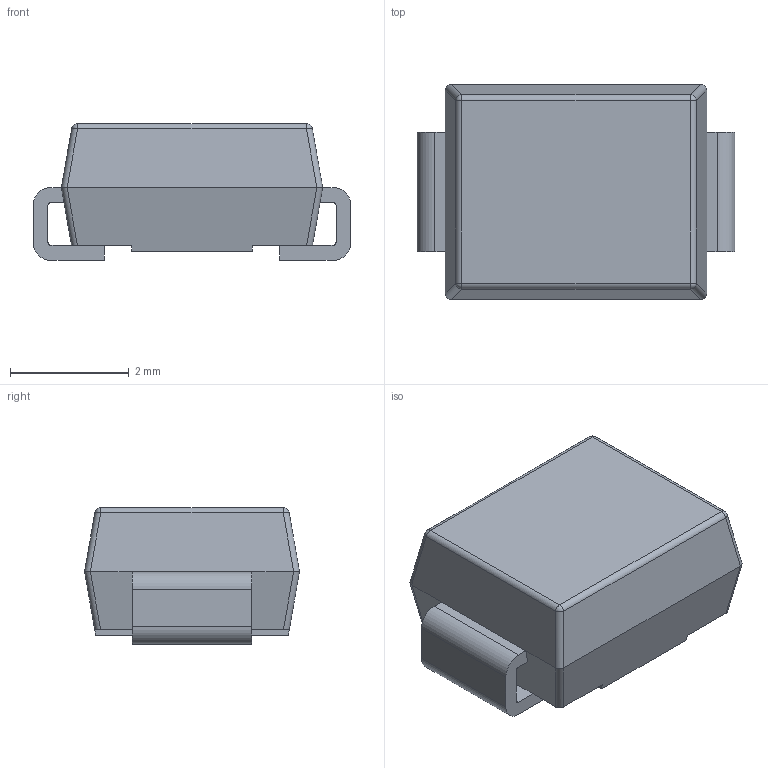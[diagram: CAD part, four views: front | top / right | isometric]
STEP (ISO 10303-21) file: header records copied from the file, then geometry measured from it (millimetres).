
FILE_DESCRIPTION (( 'STEP AP214' ), '1' );
FILE_NAME ('SMBF_L4.3-W3.6-LS5.3-BI.STEP', '2021-09-05T12:58:29', ( '' ), ( '' ), 'SwSTEP 2.0', 'SolidWorks 2018', '' );
FILE_SCHEMA (( 'AUTOMOTIVE_DESIGN' ));
Length unit declared in the file: millimetre
Products named in the file (1): SMBF_L4.3-W3.6-LS5.3-BI
Bounding box: 5.35 x 3.62 x 2.3 mm (x, y, z)
Volume: 32.7 mm3; surface area: 74.5 mm2
Topology: 1 solids, 1 shells, 115 faces, 302 edges, 192 vertices
Faces by surface type: plane 77, cylinder 20, bspline 14, sphere 4
Entity records: 5467 total; most frequent: CARTESIAN_POINT 1432, ORIENTED_EDGE 604, DIRECTION 498, EDGE_CURVE 302, VECTOR 238, LINE 238, VERTEX_POINT 192, AXIS2_PLACEMENT_3D 130
